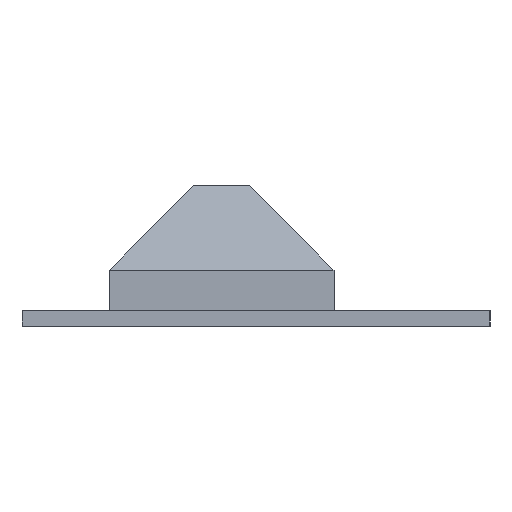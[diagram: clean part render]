
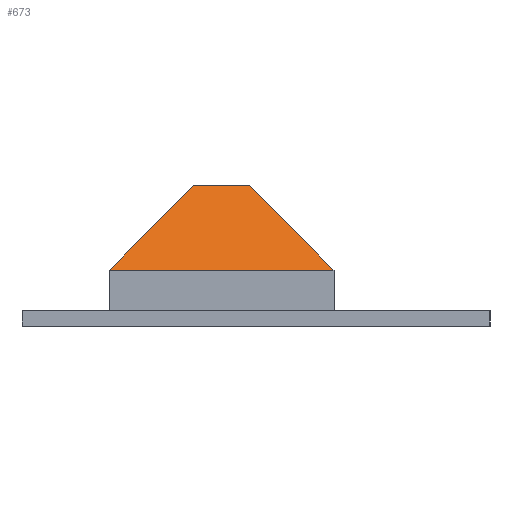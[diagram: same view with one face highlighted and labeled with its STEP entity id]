
A CAD part, left-side view. The second image highlights one B-rep face of the part: STEP entity #673.
In plain terms, the highlighted planar face has unit normal (-0.707, 0, 0.707).
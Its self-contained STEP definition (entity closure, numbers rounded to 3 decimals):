
#8 = B_SPLINE_CURVE_WITH_KNOTS ( 'NONE', 3,
 ( #1928, #759, #794, #1399 ),
 .UNSPECIFIED., .F., .F.,
 ( 4, 4 ),
 ( 0., 1. ),
 .UNSPECIFIED. ) ;
#17 = EDGE_CURVE ( 'NONE', #1816, #468, #8, .T. ) ;
#127 = CARTESIAN_POINT ( 'NONE',  ( 128., 50., 18. ) ) ;
#201 = CARTESIAN_POINT ( 'NONE',  ( 128., 122., 18. ) ) ;
#208 = AXIS2_PLACEMENT_3D ( 'NONE', #1672, #1348, #1999 ) ;
#289 = CARTESIAN_POINT ( 'NONE',  ( 128., 122., 18. ) ) ;
#299 = CARTESIAN_POINT ( 'NONE',  ( 128., 74., 18. ) ) ;
#313 = CARTESIAN_POINT ( 'NONE',  ( 128., 98., 18. ) ) ;
#399 = ORIENTED_EDGE ( 'NONE', *, *, #545, .F. ) ;
#412 = ORIENTED_EDGE ( 'NONE', *, *, #1892, .F. ) ;
#422 = B_SPLINE_CURVE_WITH_KNOTS ( 'NONE', 3,
 ( #667, #713, #543, #557 ),
 .UNSPECIFIED., .F., .F.,
 ( 4, 4 ),
 ( 0., 1. ),
 .UNSPECIFIED. ) ;
#468 = VERTEX_POINT ( 'NONE', #1264 ) ;
#543 = CARTESIAN_POINT ( 'NONE',  ( 146., 68., 36. ) ) ;
#545 = EDGE_CURVE ( 'NONE', #1276, #1583, #1727, .T. ) ;
#557 = CARTESIAN_POINT ( 'NONE',  ( 155., 77., 45. ) ) ;
#667 = CARTESIAN_POINT ( 'NONE',  ( 128., 50., 18. ) ) ;
#673 = ADVANCED_FACE ( 'NONE', ( #1683 ), #1378, .T. ) ;
#713 = CARTESIAN_POINT ( 'NONE',  ( 137., 59., 27. ) ) ;
#759 = CARTESIAN_POINT ( 'NONE',  ( 155., 83., 45. ) ) ;
#794 = CARTESIAN_POINT ( 'NONE',  ( 155., 89., 45. ) ) ;
#965 = ORIENTED_EDGE ( 'NONE', *, *, #1233, .T. ) ;
#1233 = EDGE_CURVE ( 'NONE', #1276, #1816, #422, .T. ) ;
#1264 = CARTESIAN_POINT ( 'NONE',  ( 155., 95., 45. ) ) ;
#1276 = VERTEX_POINT ( 'NONE', #1968 ) ;
#1348 = DIRECTION ( 'NONE',  ( -0.707, 0., 0.707 ) ) ;
#1378 = PLANE ( 'NONE',  #208 ) ;
#1386 = CARTESIAN_POINT ( 'NONE',  ( 146., 104., 36. ) ) ;
#1399 = CARTESIAN_POINT ( 'NONE',  ( 155., 95., 45. ) ) ;
#1555 = CARTESIAN_POINT ( 'NONE',  ( 137., 113., 27. ) ) ;
#1583 = VERTEX_POINT ( 'NONE', #201 ) ;
#1618 = ORIENTED_EDGE ( 'NONE', *, *, #17, .T. ) ;
#1672 = CARTESIAN_POINT ( 'NONE',  ( 155., 0., 45. ) ) ;
#1674 = CARTESIAN_POINT ( 'NONE',  ( 155., 77., 45. ) ) ;
#1683 = FACE_OUTER_BOUND ( 'NONE', #1692, .T. ) ;
#1692 = EDGE_LOOP ( 'NONE', ( #965, #1618, #412, #399 ) ) ;
#1727 = B_SPLINE_CURVE_WITH_KNOTS ( 'NONE', 3,
 ( #127, #299, #313, #2067 ),
 .UNSPECIFIED., .F., .F.,
 ( 4, 4 ),
 ( 0., 1. ),
 .UNSPECIFIED. ) ;
#1804 = B_SPLINE_CURVE_WITH_KNOTS ( 'NONE', 3,
 ( #289, #1555, #1386, #2045 ),
 .UNSPECIFIED., .F., .F.,
 ( 4, 4 ),
 ( 0., 1. ),
 .UNSPECIFIED. ) ;
#1816 = VERTEX_POINT ( 'NONE', #1674 ) ;
#1892 = EDGE_CURVE ( 'NONE', #1583, #468, #1804, .T. ) ;
#1928 = CARTESIAN_POINT ( 'NONE',  ( 155., 77., 45. ) ) ;
#1968 = CARTESIAN_POINT ( 'NONE',  ( 128., 50., 18. ) ) ;
#1999 = DIRECTION ( 'NONE',  ( 0., 1., 0. ) ) ;
#2045 = CARTESIAN_POINT ( 'NONE',  ( 155., 95., 45. ) ) ;
#2067 = CARTESIAN_POINT ( 'NONE',  ( 128., 122., 18. ) ) ;
